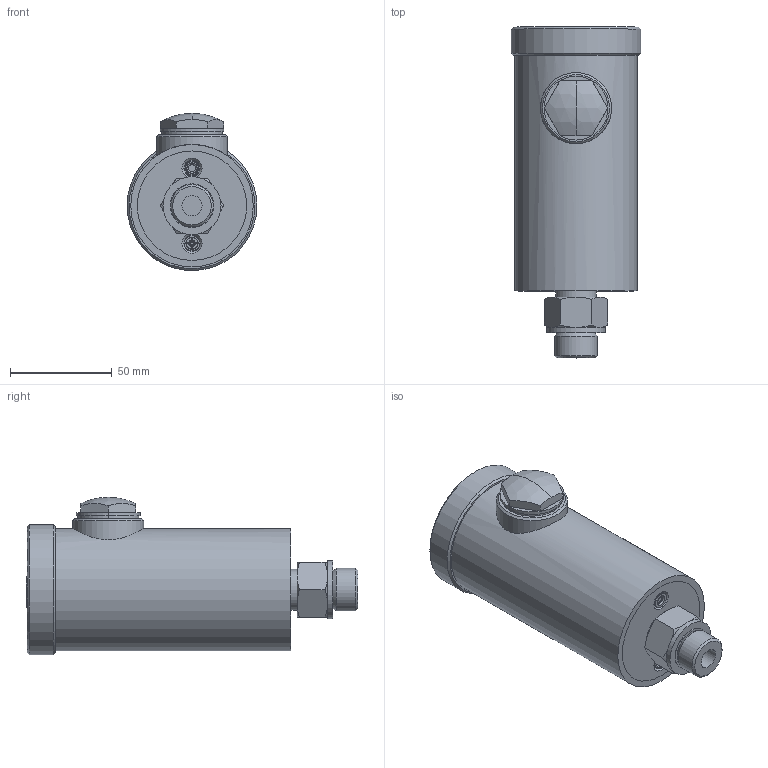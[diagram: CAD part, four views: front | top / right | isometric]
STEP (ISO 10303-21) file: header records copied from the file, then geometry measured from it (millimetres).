
FILE_DESCRIPTION (( 'STEP AP214' ), '1' );
FILE_NAME ('07.0001.74 ME-RV_1L_F_11_V2_XC_G12m.STEP', '2024-06-06T13:14:48', ( '' ), ( '' ), 'SwSTEP 2.0', 'SolidWorks 2020', '' );
FILE_SCHEMA (( 'AUTOMOTIVE_DESIGN' ));
Length unit declared in the file: millimetre
Products named in the file (1): 07.0001.74 ME-RV_1L_F_11_V2_XC_G12m
Bounding box: 64 x 163.5 x 77.5 mm (x, y, z)
Volume: 143060.8 mm3; surface area: 85650 mm2
Topology: 11 solids, 13 shells, 320 faces, 740 edges, 463 vertices
Faces by surface type: cylinder 134, plane 103, torus 48, cone 25, bspline 6, sphere 4
Full cylindrical faces by diameter (mm): 1.669 x2, 3 x44, 3.5 x2, 5 x4, 5.85 x2, 7.8 x4, 7.9 x2, 10 x1, 14.16 x1, 14.95 x1, 16.66 x1, 17.96 x1, 18.99 x1, 19 x1, 20 x1, 20.96 x1, 21.54 x2, 22 x1, 24.12 x1, 28.58 x1, 30 x1, 35 x2, 53.9 x2, 54 x1, 56.66 x2, 59.614 x1, 60 x1, 60.3 x1, 64 x1
Entity records: 16182 total; most frequent: CARTESIAN_POINT 7311, DIRECTION 1218, ORIENTED_EDGE 1018, AXIS2_PLACEMENT_3D 516, EDGE_CURVE 509, EDGE_LOOP 412, VERTEX_POINT 357, FACE_OUTER_BOUND 346
